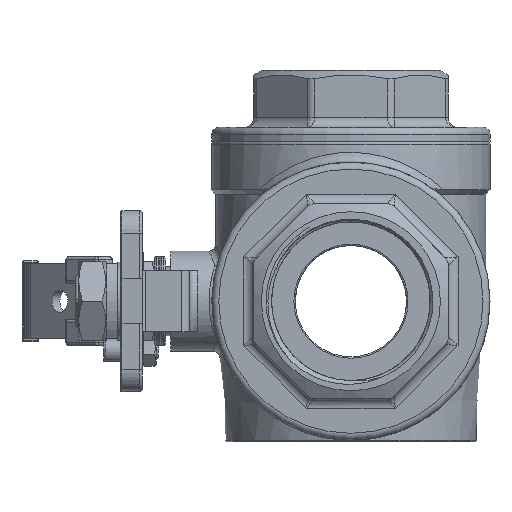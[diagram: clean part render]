
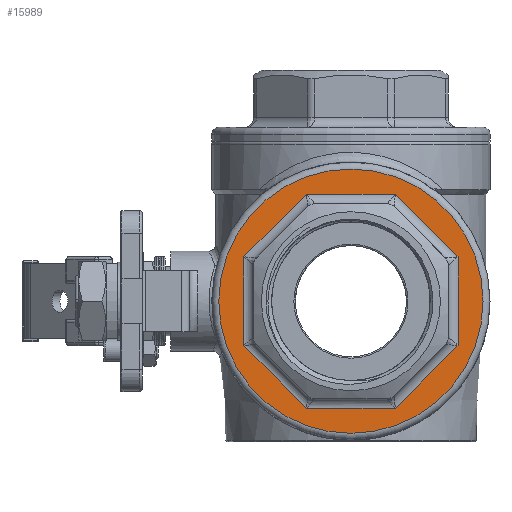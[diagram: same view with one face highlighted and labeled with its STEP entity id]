
A CAD part, left-side view. The second image highlights one B-rep face of the part: STEP entity #15989.
In plain terms, the highlighted planar face has unit normal (-1, 0, 0).
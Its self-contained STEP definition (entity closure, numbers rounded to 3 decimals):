
#274=PLANE('',#17063);
#1718=LINE('',#24718,#2995);
#1719=LINE('',#24721,#2996);
#1720=LINE('',#24723,#2997);
#1721=LINE('',#24725,#2998);
#1722=LINE('',#24727,#2999);
#1723=LINE('',#24729,#3000);
#1724=LINE('',#24731,#3001);
#1725=LINE('',#24733,#3002);
#2995=VECTOR('',#18497,1000.);
#2996=VECTOR('',#18498,1000.);
#2997=VECTOR('',#18499,1000.);
#2998=VECTOR('',#18500,1000.);
#2999=VECTOR('',#18501,1000.);
#3000=VECTOR('',#18502,1000.);
#3001=VECTOR('',#18503,1000.);
#3002=VECTOR('',#18504,1000.);
#4695=ORIENTED_EDGE('',*,*,#9162,.T.);
#4696=ORIENTED_EDGE('',*,*,#9582,.T.);
#4697=ORIENTED_EDGE('',*,*,#9583,.T.);
#4698=ORIENTED_EDGE('',*,*,#9584,.T.);
#4699=ORIENTED_EDGE('',*,*,#9585,.T.);
#4700=ORIENTED_EDGE('',*,*,#9586,.T.);
#4701=ORIENTED_EDGE('',*,*,#9587,.T.);
#4702=ORIENTED_EDGE('',*,*,#9588,.T.);
#4703=ORIENTED_EDGE('',*,*,#9589,.T.);
#9162=EDGE_CURVE('',#11638,#11638,#13240,.T.);
#9582=EDGE_CURVE('',#12026,#12027,#1718,.T.);
#9583=EDGE_CURVE('',#12027,#12028,#1719,.T.);
#9584=EDGE_CURVE('',#12028,#12029,#1720,.T.);
#9585=EDGE_CURVE('',#12029,#12030,#1721,.T.);
#9586=EDGE_CURVE('',#12030,#12031,#1722,.T.);
#9587=EDGE_CURVE('',#12031,#12032,#1723,.T.);
#9588=EDGE_CURVE('',#12032,#12033,#1724,.T.);
#9589=EDGE_CURVE('',#12033,#12026,#1725,.T.);
#11638=VERTEX_POINT('',#21621);
#12026=VERTEX_POINT('',#24719);
#12027=VERTEX_POINT('',#24720);
#12028=VERTEX_POINT('',#24722);
#12029=VERTEX_POINT('',#24724);
#12030=VERTEX_POINT('',#24726);
#12031=VERTEX_POINT('',#24728);
#12032=VERTEX_POINT('',#24730);
#12033=VERTEX_POINT('',#24732);
#13240=CIRCLE('',#16846,47.5);
#13696=EDGE_LOOP('',(#4695));
#13697=EDGE_LOOP('',(#4696,#4697,#4698,#4699,#4700,#4701,#4702,#4703));
#14760=FACE_BOUND('',#13696,.T.);
#14761=FACE_BOUND('',#13697,.T.);
#15989=ADVANCED_FACE('',(#14760,#14761),#274,.T.);
#16846=AXIS2_PLACEMENT_3D('',#21620,#17943,#17944);
#17063=AXIS2_PLACEMENT_3D('',#24717,#18495,#18496);
#17943=DIRECTION('',(-1.,0.,0.));
#17944=DIRECTION('',(0.,0.,1.));
#18495=DIRECTION('',(-1.,0.,0.));
#18496=DIRECTION('',(0.,0.,1.));
#18497=DIRECTION('',(0.,1.,0.));
#18498=DIRECTION('',(0.,0.707,0.707));
#18499=DIRECTION('',(0.,0.,1.));
#18500=DIRECTION('',(0.,-0.707,0.707));
#18501=DIRECTION('',(0.,-1.,0.));
#18502=DIRECTION('',(0.,-0.707,-0.707));
#18503=DIRECTION('',(0.,0.,-1.));
#18504=DIRECTION('',(0.,0.707,-0.707));
#21620=CARTESIAN_POINT('',(-62.5,0.,0.));
#21621=CARTESIAN_POINT('',(-62.5,0.,47.5));
#24717=CARTESIAN_POINT('',(-62.5,0.,0.));
#24718=CARTESIAN_POINT('',(-62.5,0.,-38.5));
#24719=CARTESIAN_POINT('',(-62.5,-15.947,-38.5));
#24720=CARTESIAN_POINT('',(-62.5,15.947,-38.5));
#24721=CARTESIAN_POINT('',(-62.5,27.224,-27.224));
#24722=CARTESIAN_POINT('',(-62.5,38.5,-15.947));
#24723=CARTESIAN_POINT('',(-62.5,38.5,0.));
#24724=CARTESIAN_POINT('',(-62.5,38.5,15.947));
#24725=CARTESIAN_POINT('',(-62.5,27.224,27.224));
#24726=CARTESIAN_POINT('',(-62.5,15.947,38.5));
#24727=CARTESIAN_POINT('',(-62.5,0.,38.5));
#24728=CARTESIAN_POINT('',(-62.5,-15.947,38.5));
#24729=CARTESIAN_POINT('',(-62.5,-27.224,27.224));
#24730=CARTESIAN_POINT('',(-62.5,-38.5,15.947));
#24731=CARTESIAN_POINT('',(-62.5,-38.5,0.));
#24732=CARTESIAN_POINT('',(-62.5,-38.5,-15.947));
#24733=CARTESIAN_POINT('',(-62.5,-27.224,-27.224));
